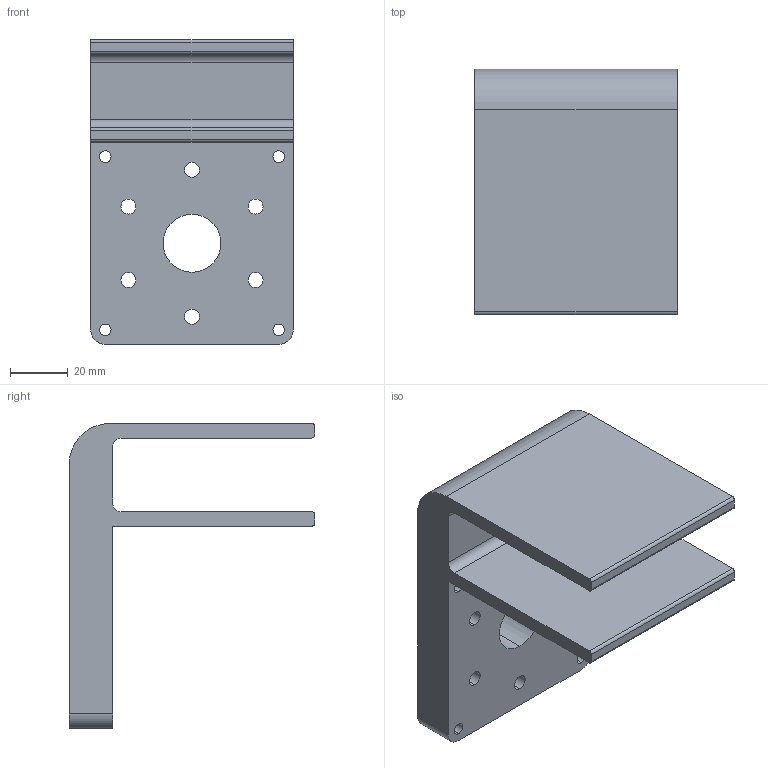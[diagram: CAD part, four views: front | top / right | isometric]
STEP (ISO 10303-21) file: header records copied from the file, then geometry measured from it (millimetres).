
FILE_DESCRIPTION (( 'STEP AP214' ), '1' );
FILE_NAME ('motor mount.STEP', '2024-11-10T20:43:44', ( '' ), ( '' ), 'SwSTEP 2.0', 'SolidWorks 2023', '' );
FILE_SCHEMA (( 'AUTOMOTIVE_DESIGN' ));
Length unit declared in the file: millimetre
Products named in the file (1): motor mount
Bounding box: 70 x 85 x 105.5 mm (x, y, z)
Volume: 145720.3 mm3; surface area: 43328.3 mm2
Topology: 1 solids, 1 shells, 61 faces, 159 edges, 106 vertices
Faces by surface type: cylinder 43, plane 18
Entity records: 1986 total; most frequent: DIRECTION 369, CARTESIAN_POINT 327, ORIENTED_EDGE 318, EDGE_CURVE 159, AXIS2_PLACEMENT_3D 148, VERTEX_POINT 106, EDGE_LOOP 89, CIRCLE 86
